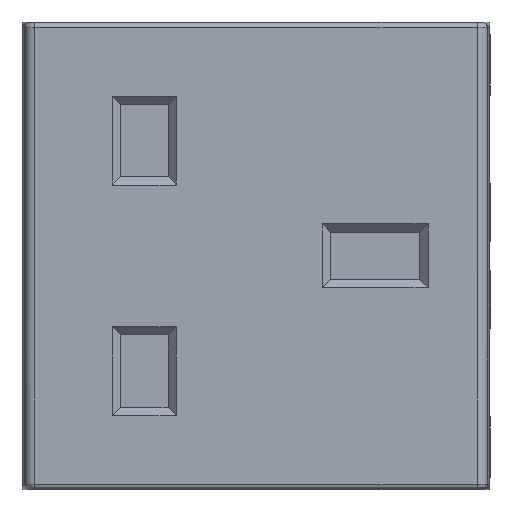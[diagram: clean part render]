
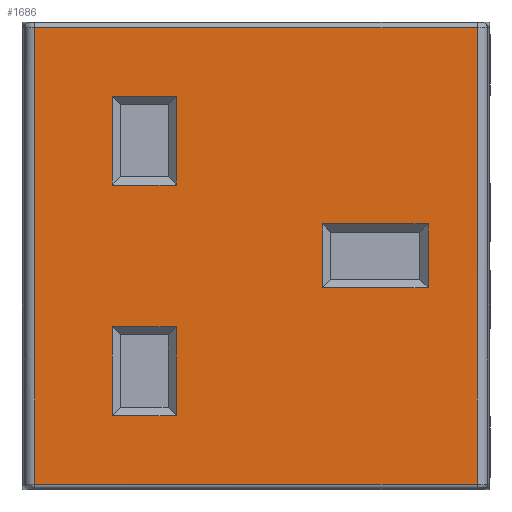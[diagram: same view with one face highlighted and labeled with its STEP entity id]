
A CAD part, top view. The second image highlights one B-rep face of the part: STEP entity #1686.
In plain terms, the highlighted planar face has unit normal (0, 0, 1).
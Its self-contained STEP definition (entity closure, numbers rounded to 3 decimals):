
#1580=AXIS2_PLACEMENT_3D('Plane Axis2P3D',#1577,#1578,#1579) ;
#969=CARTESIAN_POINT('Vertex',(21.28,-21.974,6.5)) ;
#1002=CARTESIAN_POINT('Vertex',(-21.315,-21.974,6.5)) ;
#1005=CARTESIAN_POINT('Line Origine',(-0.017,-21.974,6.5)) ;
#1373=CARTESIAN_POINT('Vertex',(6.405,3.078,6.5)) ;
#1376=CARTESIAN_POINT('Line Origine',(6.405,0.,6.5)) ;
#1380=CARTESIAN_POINT('Vertex',(6.405,-3.077,6.5)) ;
#1427=CARTESIAN_POINT('Vertex',(21.28,21.974,6.5)) ;
#1430=CARTESIAN_POINT('Line Origine',(21.28,0.,6.5)) ;
#1536=CARTESIAN_POINT('Vertex',(-21.315,21.974,6.5)) ;
#1565=CARTESIAN_POINT('Line Origine',(-0.017,21.974,6.5)) ;
#1577=CARTESIAN_POINT('Axis2P3D Location',(-0.017,0.,6.5)) ;
#1582=CARTESIAN_POINT('Line Origine',(-21.315,0.,6.5)) ;
#1593=CARTESIAN_POINT('Line Origine',(-10.767,-15.377,6.5)) ;
#1597=CARTESIAN_POINT('Vertex',(-7.69,-15.377,6.5)) ;
#1599=CARTESIAN_POINT('Vertex',(-13.845,-15.377,6.5)) ;
#1602=CARTESIAN_POINT('Line Origine',(-13.845,-11.1,6.5)) ;
#1606=CARTESIAN_POINT('Vertex',(-13.845,-6.822,6.5)) ;
#1609=CARTESIAN_POINT('Line Origine',(-10.767,-6.822,6.5)) ;
#1613=CARTESIAN_POINT('Vertex',(-7.69,-6.822,6.5)) ;
#1616=CARTESIAN_POINT('Line Origine',(-7.69,-11.1,6.5)) ;
#1627=CARTESIAN_POINT('Line Origine',(16.56,0.,6.5)) ;
#1631=CARTESIAN_POINT('Vertex',(16.56,3.078,6.5)) ;
#1633=CARTESIAN_POINT('Vertex',(16.56,-3.077,6.5)) ;
#1636=CARTESIAN_POINT('Line Origine',(11.483,-3.077,6.5)) ;
#1641=CARTESIAN_POINT('Line Origine',(11.483,3.078,6.5)) ;
#1652=CARTESIAN_POINT('Line Origine',(-10.767,15.378,6.5)) ;
#1656=CARTESIAN_POINT('Vertex',(-13.845,15.378,6.5)) ;
#1658=CARTESIAN_POINT('Vertex',(-7.69,15.378,6.5)) ;
#1661=CARTESIAN_POINT('Line Origine',(-7.69,11.1,6.5)) ;
#1665=CARTESIAN_POINT('Vertex',(-7.69,6.823,6.5)) ;
#1668=CARTESIAN_POINT('Line Origine',(-10.767,6.823,6.5)) ;
#1672=CARTESIAN_POINT('Vertex',(-13.845,6.823,6.5)) ;
#1675=CARTESIAN_POINT('Line Origine',(-13.845,11.1,6.5)) ;
#1006=DIRECTION('Vector Direction',(-1.,0.,0.)) ;
#1377=DIRECTION('Vector Direction',(0.,1.,0.)) ;
#1431=DIRECTION('Vector Direction',(0.,-1.,0.)) ;
#1566=DIRECTION('Vector Direction',(-1.,0.,0.)) ;
#1578=DIRECTION('Axis2P3D Direction',(0.,0.,-1.)) ;
#1579=DIRECTION('Axis2P3D XDirection',(0.,-1.,0.)) ;
#1583=DIRECTION('Vector Direction',(0.,-1.,0.)) ;
#1594=DIRECTION('Vector Direction',(-1.,0.,0.)) ;
#1603=DIRECTION('Vector Direction',(0.,1.,0.)) ;
#1610=DIRECTION('Vector Direction',(-1.,0.,0.)) ;
#1617=DIRECTION('Vector Direction',(0.,1.,0.)) ;
#1628=DIRECTION('Vector Direction',(0.,-1.,0.)) ;
#1637=DIRECTION('Vector Direction',(1.,0.,0.)) ;
#1642=DIRECTION('Vector Direction',(1.,0.,0.)) ;
#1653=DIRECTION('Vector Direction',(-1.,0.,0.)) ;
#1662=DIRECTION('Vector Direction',(0.,1.,0.)) ;
#1669=DIRECTION('Vector Direction',(-1.,0.,0.)) ;
#1676=DIRECTION('Vector Direction',(0.,1.,0.)) ;
#1007=VECTOR('Line Direction',#1006,1.) ;
#1378=VECTOR('Line Direction',#1377,1.) ;
#1432=VECTOR('Line Direction',#1431,1.) ;
#1567=VECTOR('Line Direction',#1566,1.) ;
#1584=VECTOR('Line Direction',#1583,1.) ;
#1595=VECTOR('Line Direction',#1594,1.) ;
#1604=VECTOR('Line Direction',#1603,1.) ;
#1611=VECTOR('Line Direction',#1610,1.) ;
#1618=VECTOR('Line Direction',#1617,1.) ;
#1629=VECTOR('Line Direction',#1628,1.) ;
#1638=VECTOR('Line Direction',#1637,1.) ;
#1643=VECTOR('Line Direction',#1642,1.) ;
#1654=VECTOR('Line Direction',#1653,1.) ;
#1663=VECTOR('Line Direction',#1662,1.) ;
#1670=VECTOR('Line Direction',#1669,1.) ;
#1677=VECTOR('Line Direction',#1676,1.) ;
#1588=ORIENTED_EDGE('',*,*,#1009,.T.) ;
#1589=ORIENTED_EDGE('',*,*,#1434,.T.) ;
#1590=ORIENTED_EDGE('',*,*,#1569,.T.) ;
#1591=ORIENTED_EDGE('',*,*,#1586,.T.) ;
#1622=ORIENTED_EDGE('',*,*,#1601,.T.) ;
#1623=ORIENTED_EDGE('',*,*,#1608,.T.) ;
#1624=ORIENTED_EDGE('',*,*,#1615,.T.) ;
#1625=ORIENTED_EDGE('',*,*,#1620,.T.) ;
#1647=ORIENTED_EDGE('',*,*,#1635,.T.) ;
#1648=ORIENTED_EDGE('',*,*,#1640,.T.) ;
#1649=ORIENTED_EDGE('',*,*,#1382,.T.) ;
#1650=ORIENTED_EDGE('',*,*,#1645,.T.) ;
#1681=ORIENTED_EDGE('',*,*,#1660,.T.) ;
#1682=ORIENTED_EDGE('',*,*,#1667,.T.) ;
#1683=ORIENTED_EDGE('',*,*,#1674,.T.) ;
#1684=ORIENTED_EDGE('',*,*,#1679,.T.) ;
#1626=FACE_BOUND('',#1621,.T.) ;
#1651=FACE_BOUND('',#1646,.T.) ;
#1685=FACE_BOUND('',#1680,.T.) ;
#1686=ADVANCED_FACE('PartBody',(#1592,#1626,#1651,#1685),#1581,.F.) ;
#1009=EDGE_CURVE('',#1003,#970,#1008,.F.) ;
#1382=EDGE_CURVE('',#1381,#1374,#1379,.T.) ;
#1434=EDGE_CURVE('',#970,#1428,#1433,.F.) ;
#1569=EDGE_CURVE('',#1428,#1537,#1568,.T.) ;
#1586=EDGE_CURVE('',#1537,#1003,#1585,.T.) ;
#1601=EDGE_CURVE('',#1598,#1600,#1596,.T.) ;
#1608=EDGE_CURVE('',#1600,#1607,#1605,.T.) ;
#1615=EDGE_CURVE('',#1607,#1614,#1612,.F.) ;
#1620=EDGE_CURVE('',#1614,#1598,#1619,.F.) ;
#1635=EDGE_CURVE('',#1632,#1634,#1630,.T.) ;
#1640=EDGE_CURVE('',#1634,#1381,#1639,.F.) ;
#1645=EDGE_CURVE('',#1374,#1632,#1644,.T.) ;
#1660=EDGE_CURVE('',#1657,#1659,#1655,.F.) ;
#1667=EDGE_CURVE('',#1659,#1666,#1664,.F.) ;
#1674=EDGE_CURVE('',#1666,#1673,#1671,.T.) ;
#1679=EDGE_CURVE('',#1673,#1657,#1678,.T.) ;
#1587=EDGE_LOOP('',(#1588,#1589,#1590,#1591)) ;
#1621=EDGE_LOOP('',(#1622,#1623,#1624,#1625)) ;
#1646=EDGE_LOOP('',(#1647,#1648,#1649,#1650)) ;
#1680=EDGE_LOOP('',(#1681,#1682,#1683,#1684)) ;
#1592=FACE_OUTER_BOUND('',#1587,.T.) ;
#1008=LINE('Line',#1005,#1007) ;
#1379=LINE('Line',#1376,#1378) ;
#1433=LINE('Line',#1430,#1432) ;
#1568=LINE('Line',#1565,#1567) ;
#1585=LINE('Line',#1582,#1584) ;
#1596=LINE('Line',#1593,#1595) ;
#1605=LINE('Line',#1602,#1604) ;
#1612=LINE('Line',#1609,#1611) ;
#1619=LINE('Line',#1616,#1618) ;
#1630=LINE('Line',#1627,#1629) ;
#1639=LINE('Line',#1636,#1638) ;
#1644=LINE('Line',#1641,#1643) ;
#1655=LINE('Line',#1652,#1654) ;
#1664=LINE('Line',#1661,#1663) ;
#1671=LINE('Line',#1668,#1670) ;
#1678=LINE('Line',#1675,#1677) ;
#1581=PLANE('',#1580) ;
#970=VERTEX_POINT('',#969) ;
#1003=VERTEX_POINT('',#1002) ;
#1374=VERTEX_POINT('',#1373) ;
#1381=VERTEX_POINT('',#1380) ;
#1428=VERTEX_POINT('',#1427) ;
#1537=VERTEX_POINT('',#1536) ;
#1598=VERTEX_POINT('',#1597) ;
#1600=VERTEX_POINT('',#1599) ;
#1607=VERTEX_POINT('',#1606) ;
#1614=VERTEX_POINT('',#1613) ;
#1632=VERTEX_POINT('',#1631) ;
#1634=VERTEX_POINT('',#1633) ;
#1657=VERTEX_POINT('',#1656) ;
#1659=VERTEX_POINT('',#1658) ;
#1666=VERTEX_POINT('',#1665) ;
#1673=VERTEX_POINT('',#1672) ;
